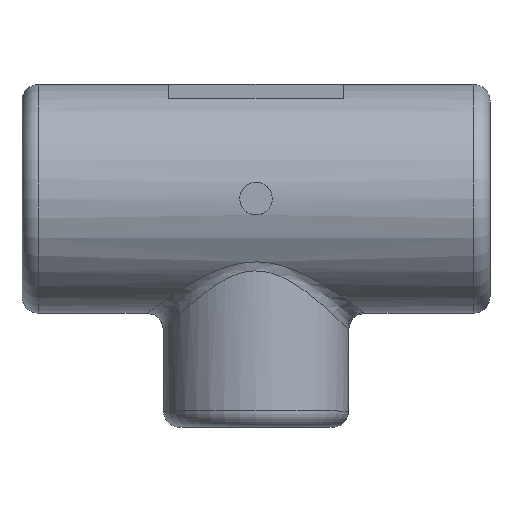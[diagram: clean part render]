
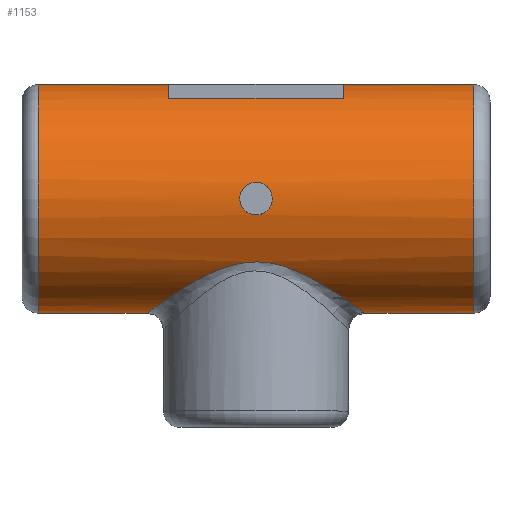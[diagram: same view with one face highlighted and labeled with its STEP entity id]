
A CAD part, top view. The second image highlights one B-rep face of the part: STEP entity #1153.
In plain terms, the highlighted cylindrical face has radius 10.5 mm (diameter 21 mm), a full revolution.
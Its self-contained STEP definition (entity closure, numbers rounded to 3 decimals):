
#23=CYLINDRICAL_SURFACE('',#1209,10.5);
#182=B_SPLINE_CURVE_WITH_KNOTS('',3,(#13980,#13981,#13982,#13983,#13984,
#13985,#13986,#13987,#13988,#13989,#13990,#13991,#13992,#13993,#13994,#13995,
#13996,#13997,#13998,#13999,#14000,#14001,#14002,#14003,#14004,#14005,#14006,
#14007,#14008,#14009,#14010),.UNSPECIFIED.,.F.,.F.,(4,1,1,1,1,1,1,1,1,1,
1,1,1,1,1,1,1,1,1,1,1,1,1,1,1,1,1,1,4),(0.,0.063,0.094,0.125,0.156,
0.188,0.219,0.25,0.313,0.344,0.375,0.406,0.438,0.469,0.5,0.563,
0.594,0.625,0.656,0.688,0.719,0.75,0.813,0.844,0.875,0.906,
0.938,0.969,1.),.UNSPECIFIED.);
#186=B_SPLINE_CURVE_WITH_KNOTS('',3,(#15346,#15347,#15348,#15349,#15350,
#15351,#15352,#15353,#15354,#15355,#15356),.UNSPECIFIED.,.T.,.F.,(1,1,1,
1,1,1,1,1,1,1,1,1,1,1,1),(-0.004,-0.002,-0.001,
0.,0.001,0.002,0.004,0.005,
0.006,0.007,0.008,0.009,
0.011,0.012,0.013),.UNSPECIFIED.);
#187=B_SPLINE_CURVE_WITH_KNOTS('',3,(#15358,#15359,#15360,#15361,#15362,
#15363,#15364,#15365,#15366,#15367,#15368,#15369,#15370,#15371,#15372,#15373,
#15374,#15375,#15376,#15377,#15378,#15379,#15380,#15381,#15382,#15383,#15384,
#15385,#15386,#15387,#15388,#15389,#15390),.UNSPECIFIED.,.F.,.F.,(4,1,1,
1,1,1,1,1,1,1,1,1,1,1,1,1,1,1,1,1,1,1,1,1,1,1,1,1,1,1,4),(0.,0.063,0.094,
0.125,0.156,0.188,0.219,0.25,0.281,0.313,0.344,0.375,0.406,
0.438,0.469,0.5,0.531,0.563,0.594,0.625,0.656,0.688,0.719,
0.75,0.813,0.844,0.875,0.906,0.938,0.969,1.),.UNSPECIFIED.);
#196=LINE('',#6188,#218);
#205=LINE('',#6214,#227);
#218=VECTOR('',#1248,1000.);
#227=VECTOR('',#1271,1000.);
#455=ORIENTED_EDGE('',*,*,#803,.T.);
#456=ORIENTED_EDGE('',*,*,#804,.T.);
#457=ORIENTED_EDGE('',*,*,#805,.T.);
#458=ORIENTED_EDGE('',*,*,#686,.T.);
#459=ORIENTED_EDGE('',*,*,#690,.T.);
#460=ORIENTED_EDGE('',*,*,#694,.F.);
#461=ORIENTED_EDGE('',*,*,#697,.F.);
#462=ORIENTED_EDGE('',*,*,#688,.F.);
#463=ORIENTED_EDGE('',*,*,#682,.T.);
#464=ORIENTED_EDGE('',*,*,#773,.T.);
#465=ORIENTED_EDGE('',*,*,#806,.T.);
#682=EDGE_CURVE('',#871,#872,#196,.T.);
#686=EDGE_CURVE('',#872,#875,#987,.T.);
#688=EDGE_CURVE('',#871,#876,#988,.T.);
#690=EDGE_CURVE('',#875,#877,#989,.T.);
#694=EDGE_CURVE('',#879,#877,#205,.T.);
#697=EDGE_CURVE('',#876,#879,#990,.T.);
#773=EDGE_CURVE('',#952,#950,#182,.T.);
#803=EDGE_CURVE('',#977,#977,#1000,.T.);
#804=EDGE_CURVE('',#978,#978,#1001,.T.);
#805=EDGE_CURVE('',#979,#979,#186,.T.);
#806=EDGE_CURVE('',#950,#952,#187,.T.);
#871=VERTEX_POINT('',#6189);
#872=VERTEX_POINT('',#6190);
#875=VERTEX_POINT('',#6198);
#876=VERTEX_POINT('',#6202);
#877=VERTEX_POINT('',#6206);
#879=VERTEX_POINT('',#6212);
#950=VERTEX_POINT('',#13978);
#952=VERTEX_POINT('',#14011);
#977=VERTEX_POINT('',#15343);
#978=VERTEX_POINT('',#15345);
#979=VERTEX_POINT('',#15357);
#987=CIRCLE('',#1186,10.5);
#988=CIRCLE('',#1188,10.5);
#989=CIRCLE('',#1190,10.5);
#990=CIRCLE('',#1193,10.5);
#1000=CIRCLE('',#1210,10.5);
#1001=CIRCLE('',#1211,10.5);
#1034=EDGE_LOOP('',(#455));
#1035=EDGE_LOOP('',(#456));
#1036=EDGE_LOOP('',(#457));
#1037=EDGE_LOOP('',(#458,#459,#460,#461,#462,#463));
#1038=EDGE_LOOP('',(#464,#465));
#1087=FACE_BOUND('',#1034,.T.);
#1088=FACE_BOUND('',#1035,.T.);
#1089=FACE_BOUND('',#1036,.T.);
#1090=FACE_BOUND('',#1037,.T.);
#1091=FACE_BOUND('',#1038,.T.);
#1153=ADVANCED_FACE('',(#1087,#1088,#1089,#1090,#1091),#23,.T.);
#1186=AXIS2_PLACEMENT_3D('',#6197,#1254,#1255);
#1188=AXIS2_PLACEMENT_3D('',#6201,#1259,#1260);
#1190=AXIS2_PLACEMENT_3D('',#6205,#1264,#1265);
#1193=AXIS2_PLACEMENT_3D('',#6218,#1276,#1277);
#1209=AXIS2_PLACEMENT_3D('',#15341,#1313,#1314);
#1210=AXIS2_PLACEMENT_3D('',#15342,#1315,#1316);
#1211=AXIS2_PLACEMENT_3D('',#15344,#1317,#1318);
#1248=DIRECTION('',(1.,0.,0.));
#1254=DIRECTION('',(1.,0.,0.));
#1255=DIRECTION('',(0.,0.,1.));
#1259=DIRECTION('',(1.,0.,0.));
#1260=DIRECTION('',(0.,0.,1.));
#1264=DIRECTION('',(1.,0.,0.));
#1265=DIRECTION('',(0.,0.,1.));
#1271=DIRECTION('',(1.,0.,0.));
#1276=DIRECTION('',(1.,0.,0.));
#1277=DIRECTION('',(0.,0.,1.));
#1313=DIRECTION('',(-1.,0.,0.));
#1314=DIRECTION('',(0.,0.,1.));
#1315=DIRECTION('',(1.,0.,0.));
#1316=DIRECTION('',(0.,0.,-1.));
#1317=DIRECTION('',(-1.,0.,0.));
#1318=DIRECTION('',(0.,0.,1.));
#6188=CARTESIAN_POINT('',(-21.5,9.233,-5.));
#6189=CARTESIAN_POINT('',(-8.,9.233,-5.));
#6190=CARTESIAN_POINT('',(8.,9.233,-5.));
#6197=CARTESIAN_POINT('',(8.,0.,0.));
#6198=CARTESIAN_POINT('',(8.,10.5,0.));
#6201=CARTESIAN_POINT('',(-8.,0.,0.));
#6202=CARTESIAN_POINT('',(-8.,10.5,0.));
#6205=CARTESIAN_POINT('',(8.,0.,0.));
#6206=CARTESIAN_POINT('',(8.,9.233,5.));
#6212=CARTESIAN_POINT('',(-8.,9.233,5.));
#6214=CARTESIAN_POINT('',(-21.5,9.233,5.));
#6218=CARTESIAN_POINT('',(-8.,0.,0.));
#13978=CARTESIAN_POINT('',(9.908,-10.433,1.184));
#13980=CARTESIAN_POINT('',(-9.912,-10.436,-1.161));
#13981=CARTESIAN_POINT('',(-10.01,-10.507,-0.521));
#13982=CARTESIAN_POINT('',(-10.033,-10.524,0.453));
#13983=CARTESIAN_POINT('',(-9.827,-10.374,1.722));
#13984=CARTESIAN_POINT('',(-9.534,-10.163,2.693));
#13985=CARTESIAN_POINT('',(-9.18,-9.909,3.509));
#13986=CARTESIAN_POINT('',(-8.695,-9.568,4.353));
#13987=CARTESIAN_POINT('',(-8.186,-9.217,5.05));
#13988=CARTESIAN_POINT('',(-7.36,-8.664,5.972));
#13989=CARTESIAN_POINT('',(-6.492,-8.111,6.693));
#13990=CARTESIAN_POINT('',(-5.477,-7.521,7.335));
#13991=CARTESIAN_POINT('',(-4.725,-7.118,7.726));
#13992=CARTESIAN_POINT('',(-3.846,-6.699,8.09));
#13993=CARTESIAN_POINT('',(-3.047,-6.374,8.347));
#13994=CARTESIAN_POINT('',(-2.065,-6.062,8.575));
#13995=CARTESIAN_POINT('',(-0.879,-5.812,8.746));
#13996=CARTESIAN_POINT('',(0.498,-5.775,8.77));
#13997=CARTESIAN_POINT('',(1.704,-5.975,8.636));
#13998=CARTESIAN_POINT('',(2.697,-6.251,8.439));
#13999=CARTESIAN_POINT('',(3.511,-6.556,8.206));
#14000=CARTESIAN_POINT('',(4.418,-6.964,7.864));
#14001=CARTESIAN_POINT('',(5.172,-7.354,7.502));
#14002=CARTESIAN_POINT('',(6.21,-7.938,6.896));
#14003=CARTESIAN_POINT('',(7.115,-8.505,6.193));
#14004=CARTESIAN_POINT('',(7.955,-9.061,5.323));
#14005=CARTESIAN_POINT('',(8.485,-9.422,4.659));
#14006=CARTESIAN_POINT('',(9.003,-9.784,3.843));
#14007=CARTESIAN_POINT('',(9.392,-10.061,3.05));
#14008=CARTESIAN_POINT('',(9.726,-10.301,2.113));
#14009=CARTESIAN_POINT('',(9.859,-10.398,1.497));
#14010=CARTESIAN_POINT('',(9.908,-10.433,1.184));
#14011=CARTESIAN_POINT('',(-9.912,-10.436,-1.161));
#15341=CARTESIAN_POINT('',(-21.5,0.,0.));
#15342=CARTESIAN_POINT('',(-20.,0.,0.));
#15343=CARTESIAN_POINT('',(-20.,0.,-10.5));
#15344=CARTESIAN_POINT('',(20.,0.,0.));
#15345=CARTESIAN_POINT('',(20.,0.,10.5));
#15346=CARTESIAN_POINT('',(1.175,1.177,10.446));
#15347=CARTESIAN_POINT('',(1.663,0.,10.527));
#15348=CARTESIAN_POINT('',(1.175,-1.175,10.446));
#15349=CARTESIAN_POINT('',(0.002,-1.662,10.365));
#15350=CARTESIAN_POINT('',(-1.175,-1.177,10.446));
#15351=CARTESIAN_POINT('',(-1.663,0.,10.527));
#15352=CARTESIAN_POINT('',(-1.175,1.175,10.446));
#15353=CARTESIAN_POINT('',(-0.002,1.662,10.365));
#15354=CARTESIAN_POINT('',(1.175,1.177,10.446));
#15355=CARTESIAN_POINT('',(1.663,0.,10.527));
#15356=CARTESIAN_POINT('',(1.175,-1.175,10.446));
#15357=CARTESIAN_POINT('',(1.5,0.,10.5));
#15358=CARTESIAN_POINT('',(9.908,-10.433,1.184));
#15359=CARTESIAN_POINT('',(10.008,-10.506,0.545));
#15360=CARTESIAN_POINT('',(10.034,-10.525,-0.426));
#15361=CARTESIAN_POINT('',(9.833,-10.378,-1.693));
#15362=CARTESIAN_POINT('',(9.546,-10.171,-2.662));
#15363=CARTESIAN_POINT('',(9.194,-9.919,-3.482));
#15364=CARTESIAN_POINT('',(8.71,-9.578,-4.33));
#15365=CARTESIAN_POINT('',(8.206,-9.231,-5.025));
#15366=CARTESIAN_POINT('',(7.591,-8.819,-5.717));
#15367=CARTESIAN_POINT('',(6.955,-8.406,-6.304));
#15368=CARTESIAN_POINT('',(6.253,-7.972,-6.845));
#15369=CARTESIAN_POINT('',(5.495,-7.531,-7.324));
#15370=CARTESIAN_POINT('',(4.742,-7.127,-7.718));
#15371=CARTESIAN_POINT('',(3.861,-6.706,-8.085));
#15372=CARTESIAN_POINT('',(3.06,-6.379,-8.344));
#15373=CARTESIAN_POINT('',(2.077,-6.065,-8.573));
#15374=CARTESIAN_POINT('',(1.189,-5.879,-8.7));
#15375=CARTESIAN_POINT('',(0.194,-5.784,-8.763));
#15376=CARTESIAN_POINT('',(-0.79,-5.827,-8.735));
#15377=CARTESIAN_POINT('',(-1.699,-5.973,-8.637));
#15378=CARTESIAN_POINT('',(-2.693,-6.25,-8.44));
#15379=CARTESIAN_POINT('',(-3.508,-6.555,-8.207));
#15380=CARTESIAN_POINT('',(-4.416,-6.963,-7.865));
#15381=CARTESIAN_POINT('',(-5.172,-7.353,-7.503));
#15382=CARTESIAN_POINT('',(-6.212,-7.94,-6.894));
#15383=CARTESIAN_POINT('',(-7.114,-8.505,-6.195));
#15384=CARTESIAN_POINT('',(-7.964,-9.067,-5.313));
#15385=CARTESIAN_POINT('',(-8.498,-9.431,-4.64));
#15386=CARTESIAN_POINT('',(-9.017,-9.793,-3.82));
#15387=CARTESIAN_POINT('',(-9.406,-10.071,-3.016));
#15388=CARTESIAN_POINT('',(-9.733,-10.306,-2.087));
#15389=CARTESIAN_POINT('',(-9.864,-10.401,-1.473));
#15390=CARTESIAN_POINT('',(-9.912,-10.436,-1.161));
